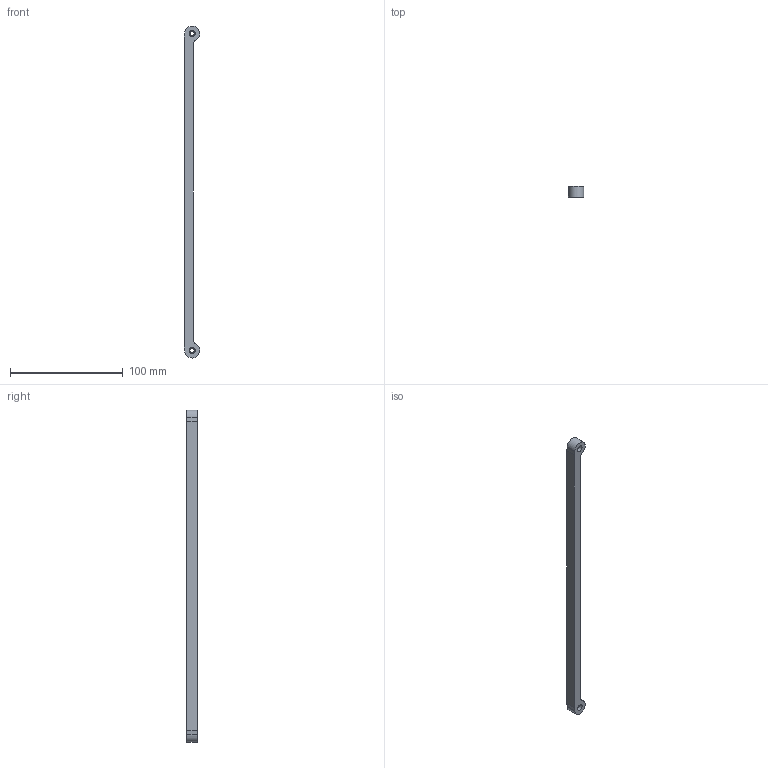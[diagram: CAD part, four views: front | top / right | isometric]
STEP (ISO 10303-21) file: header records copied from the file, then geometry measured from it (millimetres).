
FILE_DESCRIPTION(/* description */ (''),/* implementation_level */ '2;1');
FILE_NAME(/* name */ 'Separador Largo.stp',/* time_stamp */ '2025-01-31T12:57:02-05:00',/* author */ ('sara_'),/* organization */ (''),/* preprocessor_version */ 'ST-DEVELOPER v19.2',/* originating_system */ 'Autodesk Inventor 2024',/* authorisation */ '');
FILE_SCHEMA (('AUTOMOTIVE_DESIGN { 1 0 10303 214 3 1 1 }'));
Length unit declared in the file: millimetre
Products named in the file (1): Separador Largo
Bounding box: 13.65 x 9.43 x 294.99 mm (x, y, z)
Volume: 22671.3 mm3; surface area: 10891.1 mm2
Topology: 1 solids, 1 shells, 20 faces, 42 edges, 28 vertices
Faces by surface type: cylinder 12, plane 8
Full cylindrical faces by diameter (mm): 3.5 x1, 4 x1, 5.597 x4
Entity records: 601 total; most frequent: DIRECTION 108, CARTESIAN_POINT 91, ORIENTED_EDGE 84, AXIS2_PLACEMENT_3D 45, EDGE_CURVE 42, EDGE_LOOP 28, VERTEX_POINT 28, CIRCLE 24
